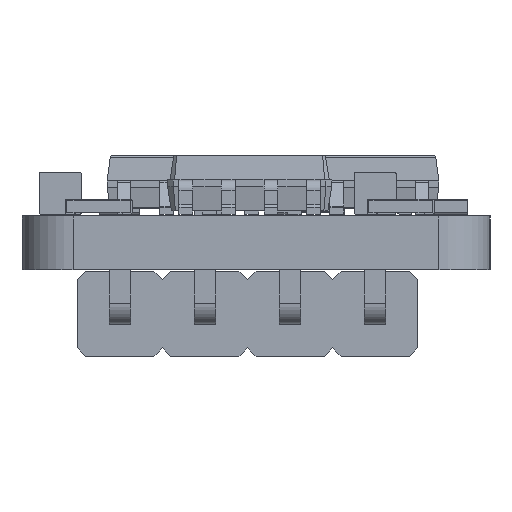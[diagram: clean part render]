
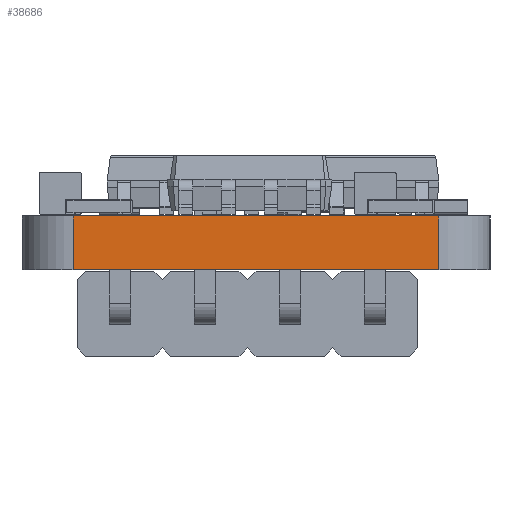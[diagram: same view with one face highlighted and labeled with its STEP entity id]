
A CAD part, left-side view. The second image highlights one B-rep face of the part: STEP entity #38686.
In plain terms, the highlighted planar face has unit normal (-1, 0, 0).
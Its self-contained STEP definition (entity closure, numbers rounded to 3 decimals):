
#38058 = CYLINDRICAL_SURFACE('',#38059,1.524);
#38059 = AXIS2_PLACEMENT_3D('',#38060,#38061,#38062);
#38060 = CARTESIAN_POINT('',(-43.316,-11.305,0.));
#38061 = DIRECTION('',(0.,0.,-1.));
#38062 = DIRECTION('',(1.,0.,0.));
#38086 = PLANE('',#38087);
#38087 = AXIS2_PLACEMENT_3D('',#38088,#38089,#38090);
#38088 = CARTESIAN_POINT('',(-26.744,-5.844,1.6));
#38089 = DIRECTION('',(0.,0.,1.));
#38090 = DIRECTION('',(1.,0.,0.));
#38140 = PLANE('',#38141);
#38141 = AXIS2_PLACEMENT_3D('',#38142,#38143,#38144);
#38142 = CARTESIAN_POINT('',(-26.744,-5.844,0.));
#38143 = DIRECTION('',(0.,0.,1.));
#38144 = DIRECTION('',(1.,0.,0.));
#38155 = EDGE_CURVE('',#38156,#38158,#38160,.T.);
#38156 = VERTEX_POINT('',#38157);
#38157 = CARTESIAN_POINT('',(-44.84,-11.305,0.));
#38158 = VERTEX_POINT('',#38159);
#38159 = CARTESIAN_POINT('',(-44.84,-11.305,1.6));
#38160 = SURFACE_CURVE('',#38161,(#38165,#38172),.PCURVE_S1.);
#38161 = LINE('',#38162,#38163);
#38162 = CARTESIAN_POINT('',(-44.84,-11.305,0.));
#38163 = VECTOR('',#38164,1.);
#38164 = DIRECTION('',(0.,0.,1.));
#38165 = PCURVE('',#38058,#38166);
#38166 = DEFINITIONAL_REPRESENTATION('',(#38167),#38171);
#38167 = LINE('',#38168,#38169);
#38168 = CARTESIAN_POINT('',(-3.142,0.));
#38169 = VECTOR('',#38170,1.);
#38170 = DIRECTION('',(0.,-1.));
#38171 = ( GEOMETRIC_REPRESENTATION_CONTEXT(2) 
PARAMETRIC_REPRESENTATION_CONTEXT() REPRESENTATION_CONTEXT('2D SPACE',''
  ) );
#38172 = PCURVE('',#38173,#38178);
#38173 = PLANE('',#38174);
#38174 = AXIS2_PLACEMENT_3D('',#38175,#38176,#38177);
#38175 = CARTESIAN_POINT('',(-44.84,-0.383,0.));
#38176 = DIRECTION('',(1.,0.,0.));
#38177 = DIRECTION('',(0.,-1.,0.));
#38178 = DEFINITIONAL_REPRESENTATION('',(#38179),#38183);
#38179 = LINE('',#38180,#38181);
#38180 = CARTESIAN_POINT('',(10.922,0.));
#38181 = VECTOR('',#38182,1.);
#38182 = DIRECTION('',(0.,-1.));
#38183 = ( GEOMETRIC_REPRESENTATION_CONTEXT(2) 
PARAMETRIC_REPRESENTATION_CONTEXT() REPRESENTATION_CONTEXT('2D SPACE',''
  ) );
#38335 = VERTEX_POINT('',#38336);
#38336 = CARTESIAN_POINT('',(-44.84,-0.383,0.));
#38351 = CYLINDRICAL_SURFACE('',#38352,1.524);
#38352 = AXIS2_PLACEMENT_3D('',#38353,#38354,#38355);
#38353 = CARTESIAN_POINT('',(-43.316,-0.383,0.));
#38354 = DIRECTION('',(0.,0.,-1.));
#38355 = DIRECTION('',(1.,0.,0.));
#38363 = EDGE_CURVE('',#38335,#38156,#38364,.T.);
#38364 = SURFACE_CURVE('',#38365,(#38369,#38376),.PCURVE_S1.);
#38365 = LINE('',#38366,#38367);
#38366 = CARTESIAN_POINT('',(-44.84,-0.383,0.));
#38367 = VECTOR('',#38368,1.);
#38368 = DIRECTION('',(0.,-1.,0.));
#38369 = PCURVE('',#38140,#38370);
#38370 = DEFINITIONAL_REPRESENTATION('',(#38371),#38375);
#38371 = LINE('',#38372,#38373);
#38372 = CARTESIAN_POINT('',(-18.096,5.461));
#38373 = VECTOR('',#38374,1.);
#38374 = DIRECTION('',(0.,-1.));
#38375 = ( GEOMETRIC_REPRESENTATION_CONTEXT(2) 
PARAMETRIC_REPRESENTATION_CONTEXT() REPRESENTATION_CONTEXT('2D SPACE',''
  ) );
#38376 = PCURVE('',#38173,#38377);
#38377 = DEFINITIONAL_REPRESENTATION('',(#38378),#38382);
#38378 = LINE('',#38379,#38380);
#38379 = CARTESIAN_POINT('',(0.,0.));
#38380 = VECTOR('',#38381,1.);
#38381 = DIRECTION('',(1.,0.));
#38382 = ( GEOMETRIC_REPRESENTATION_CONTEXT(2) 
PARAMETRIC_REPRESENTATION_CONTEXT() REPRESENTATION_CONTEXT('2D SPACE',''
  ) );
#38538 = VERTEX_POINT('',#38539);
#38539 = CARTESIAN_POINT('',(-44.84,-0.383,1.6));
#38561 = EDGE_CURVE('',#38538,#38158,#38562,.T.);
#38562 = SURFACE_CURVE('',#38563,(#38567,#38574),.PCURVE_S1.);
#38563 = LINE('',#38564,#38565);
#38564 = CARTESIAN_POINT('',(-44.84,-0.383,1.6));
#38565 = VECTOR('',#38566,1.);
#38566 = DIRECTION('',(0.,-1.,0.));
#38567 = PCURVE('',#38086,#38568);
#38568 = DEFINITIONAL_REPRESENTATION('',(#38569),#38573);
#38569 = LINE('',#38570,#38571);
#38570 = CARTESIAN_POINT('',(-18.096,5.461));
#38571 = VECTOR('',#38572,1.);
#38572 = DIRECTION('',(0.,-1.));
#38573 = ( GEOMETRIC_REPRESENTATION_CONTEXT(2) 
PARAMETRIC_REPRESENTATION_CONTEXT() REPRESENTATION_CONTEXT('2D SPACE',''
  ) );
#38574 = PCURVE('',#38173,#38575);
#38575 = DEFINITIONAL_REPRESENTATION('',(#38576),#38580);
#38576 = LINE('',#38577,#38578);
#38577 = CARTESIAN_POINT('',(0.,-1.6));
#38578 = VECTOR('',#38579,1.);
#38579 = DIRECTION('',(1.,0.));
#38580 = ( GEOMETRIC_REPRESENTATION_CONTEXT(2) 
PARAMETRIC_REPRESENTATION_CONTEXT() REPRESENTATION_CONTEXT('2D SPACE',''
  ) );
#38686 = ADVANCED_FACE('',(#38687),#38173,.F.);
#38687 = FACE_BOUND('',#38688,.F.);
#38688 = EDGE_LOOP('',(#38689,#38710,#38711,#38712));
#38689 = ORIENTED_EDGE('',*,*,#38690,.T.);
#38690 = EDGE_CURVE('',#38335,#38538,#38691,.T.);
#38691 = SURFACE_CURVE('',#38692,(#38696,#38703),.PCURVE_S1.);
#38692 = LINE('',#38693,#38694);
#38693 = CARTESIAN_POINT('',(-44.84,-0.383,0.));
#38694 = VECTOR('',#38695,1.);
#38695 = DIRECTION('',(0.,0.,1.));
#38696 = PCURVE('',#38173,#38697);
#38697 = DEFINITIONAL_REPRESENTATION('',(#38698),#38702);
#38698 = LINE('',#38699,#38700);
#38699 = CARTESIAN_POINT('',(0.,0.));
#38700 = VECTOR('',#38701,1.);
#38701 = DIRECTION('',(0.,-1.));
#38702 = ( GEOMETRIC_REPRESENTATION_CONTEXT(2) 
PARAMETRIC_REPRESENTATION_CONTEXT() REPRESENTATION_CONTEXT('2D SPACE',''
  ) );
#38703 = PCURVE('',#38351,#38704);
#38704 = DEFINITIONAL_REPRESENTATION('',(#38705),#38709);
#38705 = LINE('',#38706,#38707);
#38706 = CARTESIAN_POINT('',(-3.142,0.));
#38707 = VECTOR('',#38708,1.);
#38708 = DIRECTION('',(0.,-1.));
#38709 = ( GEOMETRIC_REPRESENTATION_CONTEXT(2) 
PARAMETRIC_REPRESENTATION_CONTEXT() REPRESENTATION_CONTEXT('2D SPACE',''
  ) );
#38710 = ORIENTED_EDGE('',*,*,#38561,.T.);
#38711 = ORIENTED_EDGE('',*,*,#38155,.F.);
#38712 = ORIENTED_EDGE('',*,*,#38363,.F.);
